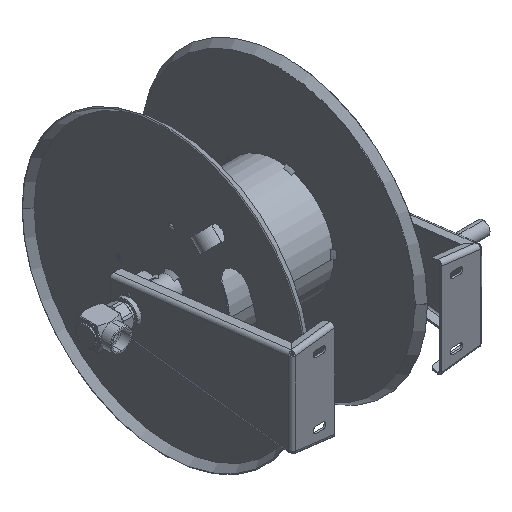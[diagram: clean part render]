
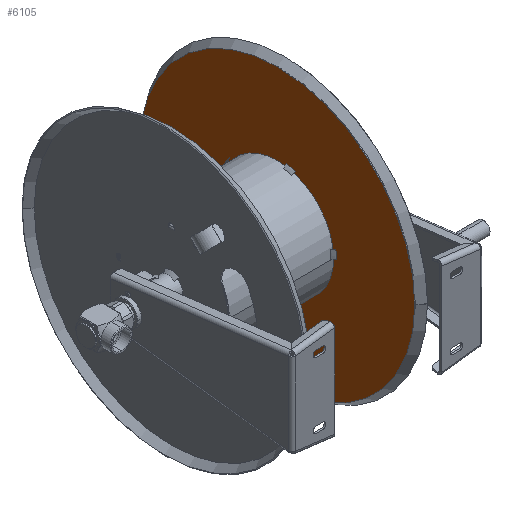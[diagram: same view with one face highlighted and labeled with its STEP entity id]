
A CAD part, isometric view. The second image highlights one B-rep face of the part: STEP entity #6105.
In plain terms, the highlighted planar face has unit normal (-1, 0, 0).
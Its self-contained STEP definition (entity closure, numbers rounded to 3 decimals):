
#5242=CARTESIAN_POINT('',(90.,0.,0.));
#5243=DIRECTION('',(1.,0.,0.));
#5244=DIRECTION('',(0.,-1.,0.));
#5245=AXIS2_PLACEMENT_3D('',#5242,#5243,#5244);
#5257=CARTESIAN_POINT('',(90.,0.,0.));
#5258=DIRECTION('',(-1.,0.,0.));
#5259=DIRECTION('',(0.,-1.,0.));
#5260=AXIS2_PLACEMENT_3D('',#5257,#5258,#5259);
#5272=CARTESIAN_POINT('',(90.,0.,0.));
#5273=DIRECTION('',(-1.,0.,0.));
#5274=DIRECTION('',(0.,0.,-1.));
#5275=AXIS2_PLACEMENT_3D('',#5272,#5273,#5274);
#5280=CARTESIAN_POINT('',(90.,0.,0.));
#5281=DIRECTION('',(-1.,0.,0.));
#5282=DIRECTION('',(0.,0.,1.));
#5283=AXIS2_PLACEMENT_3D('',#5280,#5281,#5282);
#5288=DIRECTION('',(0.,0.,-1.));
#5289=VECTOR('',#5288,10.);
#5290=CARTESIAN_POINT('',(90.,-86.48,5.));
#5291=LINE('',#5290,#5289);
#5295=DIRECTION('',(0.,0.,-1.));
#5296=VECTOR('',#5295,0.11);
#5297=CARTESIAN_POINT('',(90.,-86.48,-5.));
#5298=LINE('',#5297,#5296);
#5302=DIRECTION('',(0.,-1.,0.));
#5303=VECTOR('',#5302,3.);
#5304=CARTESIAN_POINT('',(90.,-86.48,-5.11));
#5305=LINE('',#5304,#5303);
#5309=CARTESIAN_POINT('',(90.,-89.48,0.));
#5310=DIRECTION('',(-1.,0.,0.));
#5311=DIRECTION('',(0.,0.,-1.));
#5312=AXIS2_PLACEMENT_3D('',#5309,#5310,#5311);
#5317=DIRECTION('',(0.,1.,0.));
#5318=VECTOR('',#5317,3.);
#5319=CARTESIAN_POINT('',(90.,-89.48,5.11));
#5320=LINE('',#5319,#5318);
#5324=DIRECTION('',(0.,0.,-1.));
#5325=VECTOR('',#5324,0.11);
#5326=CARTESIAN_POINT('',(90.,-86.48,5.11));
#5327=LINE('',#5326,#5325);
#5331=DIRECTION('',(0.,1.,0.));
#5332=VECTOR('',#5331,10.);
#5333=CARTESIAN_POINT('',(90.,-5.,-86.48));
#5334=LINE('',#5333,#5332);
#5338=DIRECTION('',(0.,1.,0.));
#5339=VECTOR('',#5338,0.11);
#5340=CARTESIAN_POINT('',(90.,5.,-86.48));
#5341=LINE('',#5340,#5339);
#5345=DIRECTION('',(0.,0.,-1.));
#5346=VECTOR('',#5345,3.);
#5347=CARTESIAN_POINT('',(90.,5.11,-86.48));
#5348=LINE('',#5347,#5346);
#5352=CARTESIAN_POINT('',(90.,0.,-89.48));
#5353=DIRECTION('',(-1.,0.,0.));
#5354=DIRECTION('',(0.,1.,0.));
#5355=AXIS2_PLACEMENT_3D('',#5352,#5353,#5354);
#5360=DIRECTION('',(0.,0.,1.));
#5361=VECTOR('',#5360,3.);
#5362=CARTESIAN_POINT('',(90.,-5.11,-89.48));
#5363=LINE('',#5362,#5361);
#5367=DIRECTION('',(0.,1.,0.));
#5368=VECTOR('',#5367,0.11);
#5369=CARTESIAN_POINT('',(90.,-5.11,-86.48));
#5370=LINE('',#5369,#5368);
#5374=DIRECTION('',(0.,0.,1.));
#5375=VECTOR('',#5374,10.);
#5376=CARTESIAN_POINT('',(90.,86.48,-5.));
#5377=LINE('',#5376,#5375);
#5381=DIRECTION('',(0.,0.,1.));
#5382=VECTOR('',#5381,0.11);
#5383=CARTESIAN_POINT('',(90.,86.48,5.));
#5384=LINE('',#5383,#5382);
#5388=DIRECTION('',(0.,1.,0.));
#5389=VECTOR('',#5388,3.);
#5390=CARTESIAN_POINT('',(90.,86.48,5.11));
#5391=LINE('',#5390,#5389);
#5395=CARTESIAN_POINT('',(90.,89.48,0.));
#5396=DIRECTION('',(-1.,0.,0.));
#5397=DIRECTION('',(0.,0.,1.));
#5398=AXIS2_PLACEMENT_3D('',#5395,#5396,#5397);
#5403=DIRECTION('',(0.,-1.,0.));
#5404=VECTOR('',#5403,3.);
#5405=CARTESIAN_POINT('',(90.,89.48,-5.11));
#5406=LINE('',#5405,#5404);
#5410=DIRECTION('',(0.,0.,1.));
#5411=VECTOR('',#5410,0.11);
#5412=CARTESIAN_POINT('',(90.,86.48,-5.11));
#5413=LINE('',#5412,#5411);
#5417=DIRECTION('',(0.,-1.,0.));
#5418=VECTOR('',#5417,10.);
#5419=CARTESIAN_POINT('',(90.,5.,86.48));
#5420=LINE('',#5419,#5418);
#5424=DIRECTION('',(0.,-1.,0.));
#5425=VECTOR('',#5424,0.11);
#5426=CARTESIAN_POINT('',(90.,-5.,86.48));
#5427=LINE('',#5426,#5425);
#5431=DIRECTION('',(0.,0.,1.));
#5432=VECTOR('',#5431,3.);
#5433=CARTESIAN_POINT('',(90.,-5.11,86.48));
#5434=LINE('',#5433,#5432);
#5438=CARTESIAN_POINT('',(90.,0.,89.48));
#5439=DIRECTION('',(-1.,0.,0.));
#5440=DIRECTION('',(0.,-1.,0.));
#5441=AXIS2_PLACEMENT_3D('',#5438,#5439,#5440);
#5446=DIRECTION('',(0.,0.,-1.));
#5447=VECTOR('',#5446,3.);
#5448=CARTESIAN_POINT('',(90.,5.11,89.48));
#5449=LINE('',#5448,#5447);
#5453=DIRECTION('',(0.,-1.,0.));
#5454=VECTOR('',#5453,0.11);
#5455=CARTESIAN_POINT('',(90.,5.11,86.48));
#5456=LINE('',#5455,#5454);
#5648=CARTESIAN_POINT('',(90.,-236.,0.));
#5650=VERTEX_POINT('',#5648);
#5652=CARTESIAN_POINT('',(90.,236.,0.));
#5654=VERTEX_POINT('',#5652);
#5660=CARTESIAN_POINT('',(90.,0.,-20.15));
#5661=CARTESIAN_POINT('',(90.,0.,20.15));
#5662=VERTEX_POINT('',#5660);
#5663=VERTEX_POINT('',#5661);
#5672=CARTESIAN_POINT('',(90.,-89.48,5.11));
#5673=CARTESIAN_POINT('',(90.,-89.48,-5.11));
#5674=VERTEX_POINT('',#5672);
#5675=VERTEX_POINT('',#5673);
#5680=CARTESIAN_POINT('',(90.,-86.48,-5.11));
#5681=VERTEX_POINT('',#5680);
#5682=CARTESIAN_POINT('',(90.,-86.48,5.11));
#5683=VERTEX_POINT('',#5682);
#5692=CARTESIAN_POINT('',(90.,-86.48,5.));
#5693=VERTEX_POINT('',#5692);
#5694=CARTESIAN_POINT('',(90.,-86.48,-5.));
#5695=VERTEX_POINT('',#5694);
#5708=CARTESIAN_POINT('',(90.,5.11,-86.48));
#5709=CARTESIAN_POINT('',(90.,5.11,-89.48));
#5710=VERTEX_POINT('',#5708);
#5711=VERTEX_POINT('',#5709);
#5712=CARTESIAN_POINT('',(90.,-5.11,-89.48));
#5713=VERTEX_POINT('',#5712);
#5714=CARTESIAN_POINT('',(90.,-5.11,-86.48));
#5715=VERTEX_POINT('',#5714);
#5728=CARTESIAN_POINT('',(90.,86.48,5.11));
#5729=CARTESIAN_POINT('',(90.,89.48,5.11));
#5730=VERTEX_POINT('',#5728);
#5731=VERTEX_POINT('',#5729);
#5732=CARTESIAN_POINT('',(90.,89.48,-5.11));
#5733=VERTEX_POINT('',#5732);
#5734=CARTESIAN_POINT('',(90.,86.48,-5.11));
#5735=VERTEX_POINT('',#5734);
#5748=CARTESIAN_POINT('',(90.,-5.11,86.48));
#5749=CARTESIAN_POINT('',(90.,-5.11,89.48));
#5750=VERTEX_POINT('',#5748);
#5751=VERTEX_POINT('',#5749);
#5752=CARTESIAN_POINT('',(90.,5.11,89.48));
#5753=VERTEX_POINT('',#5752);
#5754=CARTESIAN_POINT('',(90.,5.11,86.48));
#5755=VERTEX_POINT('',#5754);
#5760=CARTESIAN_POINT('',(90.,-5.,-86.48));
#5761=VERTEX_POINT('',#5760);
#5762=CARTESIAN_POINT('',(90.,5.,-86.48));
#5763=VERTEX_POINT('',#5762);
#5772=CARTESIAN_POINT('',(90.,86.48,-5.));
#5773=VERTEX_POINT('',#5772);
#5774=CARTESIAN_POINT('',(90.,86.48,5.));
#5775=VERTEX_POINT('',#5774);
#5784=CARTESIAN_POINT('',(90.,5.,86.48));
#5785=VERTEX_POINT('',#5784);
#5786=CARTESIAN_POINT('',(90.,-5.,86.48));
#5787=VERTEX_POINT('',#5786);
#6034=CARTESIAN_POINT('',(90.,0.,0.));
#6035=DIRECTION('',(1.,0.,0.));
#6036=DIRECTION('',(0.,1.,0.));
#6037=AXIS2_PLACEMENT_3D('',#6034,#6035,#6036);
#6038=PLANE('',#6037);
#6039=ORIENTED_EDGE('',*,*,#5992,.T.);
#6040=ORIENTED_EDGE('',*,*,#6015,.F.);
#6041=EDGE_LOOP('',(#6039,#6040));
#6042=FACE_OUTER_BOUND('',#6041,.F.);
#6044=ORIENTED_EDGE('',*,*,#6043,.T.);
#6046=ORIENTED_EDGE('',*,*,#6045,.T.);
#6047=EDGE_LOOP('',(#6044,#6046));
#6048=FACE_BOUND('',#6047,.F.);
#6050=ORIENTED_EDGE('',*,*,#6049,.T.);
#6052=ORIENTED_EDGE('',*,*,#6051,.T.);
#6054=ORIENTED_EDGE('',*,*,#6053,.T.);
#6056=ORIENTED_EDGE('',*,*,#6055,.T.);
#6058=ORIENTED_EDGE('',*,*,#6057,.T.);
#6060=ORIENTED_EDGE('',*,*,#6059,.T.);
#6061=EDGE_LOOP('',(#6050,#6052,#6054,#6056,#6058,#6060));
#6062=FACE_BOUND('',#6061,.F.);
#6064=ORIENTED_EDGE('',*,*,#6063,.T.);
#6066=ORIENTED_EDGE('',*,*,#6065,.T.);
#6068=ORIENTED_EDGE('',*,*,#6067,.T.);
#6070=ORIENTED_EDGE('',*,*,#6069,.T.);
#6072=ORIENTED_EDGE('',*,*,#6071,.T.);
#6074=ORIENTED_EDGE('',*,*,#6073,.T.);
#6075=EDGE_LOOP('',(#6064,#6066,#6068,#6070,#6072,#6074));
#6076=FACE_BOUND('',#6075,.F.);
#6078=ORIENTED_EDGE('',*,*,#6077,.T.);
#6080=ORIENTED_EDGE('',*,*,#6079,.T.);
#6082=ORIENTED_EDGE('',*,*,#6081,.T.);
#6084=ORIENTED_EDGE('',*,*,#6083,.T.);
#6086=ORIENTED_EDGE('',*,*,#6085,.T.);
#6088=ORIENTED_EDGE('',*,*,#6087,.T.);
#6089=EDGE_LOOP('',(#6078,#6080,#6082,#6084,#6086,#6088));
#6090=FACE_BOUND('',#6089,.F.);
#6092=ORIENTED_EDGE('',*,*,#6091,.T.);
#6094=ORIENTED_EDGE('',*,*,#6093,.T.);
#6096=ORIENTED_EDGE('',*,*,#6095,.T.);
#6098=ORIENTED_EDGE('',*,*,#6097,.T.);
#6100=ORIENTED_EDGE('',*,*,#6099,.T.);
#6102=ORIENTED_EDGE('',*,*,#6101,.T.);
#6103=EDGE_LOOP('',(#6092,#6094,#6096,#6098,#6100,#6102));
#6104=FACE_BOUND('',#6103,.F.);
#6105=ADVANCED_FACE('',(#6042,#6048,#6062,#6076,#6090,#6104),#6038,.F.);
#5246=CIRCLE('',#5245,236.);
#5261=CIRCLE('',#5260,236.);
#5276=CIRCLE('',#5275,20.15);
#5284=CIRCLE('',#5283,20.15);
#5313=CIRCLE('',#5312,5.11);
#5356=CIRCLE('',#5355,5.11);
#5399=CIRCLE('',#5398,5.11);
#5442=CIRCLE('',#5441,5.11);
#5992=EDGE_CURVE('',#5650,#5654,#5246,.T.);
#6015=EDGE_CURVE('',#5650,#5654,#5261,.T.);
#6043=EDGE_CURVE('',#5662,#5663,#5276,.T.);
#6045=EDGE_CURVE('',#5663,#5662,#5284,.T.);
#6049=EDGE_CURVE('',#5693,#5695,#5291,.T.);
#6051=EDGE_CURVE('',#5695,#5681,#5298,.T.);
#6053=EDGE_CURVE('',#5681,#5675,#5305,.T.);
#6055=EDGE_CURVE('',#5675,#5674,#5313,.T.);
#6057=EDGE_CURVE('',#5674,#5683,#5320,.T.);
#6059=EDGE_CURVE('',#5683,#5693,#5327,.T.);
#6063=EDGE_CURVE('',#5761,#5763,#5334,.T.);
#6065=EDGE_CURVE('',#5763,#5710,#5341,.T.);
#6067=EDGE_CURVE('',#5710,#5711,#5348,.T.);
#6069=EDGE_CURVE('',#5711,#5713,#5356,.T.);
#6071=EDGE_CURVE('',#5713,#5715,#5363,.T.);
#6073=EDGE_CURVE('',#5715,#5761,#5370,.T.);
#6077=EDGE_CURVE('',#5773,#5775,#5377,.T.);
#6079=EDGE_CURVE('',#5775,#5730,#5384,.T.);
#6081=EDGE_CURVE('',#5730,#5731,#5391,.T.);
#6083=EDGE_CURVE('',#5731,#5733,#5399,.T.);
#6085=EDGE_CURVE('',#5733,#5735,#5406,.T.);
#6087=EDGE_CURVE('',#5735,#5773,#5413,.T.);
#6091=EDGE_CURVE('',#5785,#5787,#5420,.T.);
#6093=EDGE_CURVE('',#5787,#5750,#5427,.T.);
#6095=EDGE_CURVE('',#5750,#5751,#5434,.T.);
#6097=EDGE_CURVE('',#5751,#5753,#5442,.T.);
#6099=EDGE_CURVE('',#5753,#5755,#5449,.T.);
#6101=EDGE_CURVE('',#5755,#5785,#5456,.T.);
